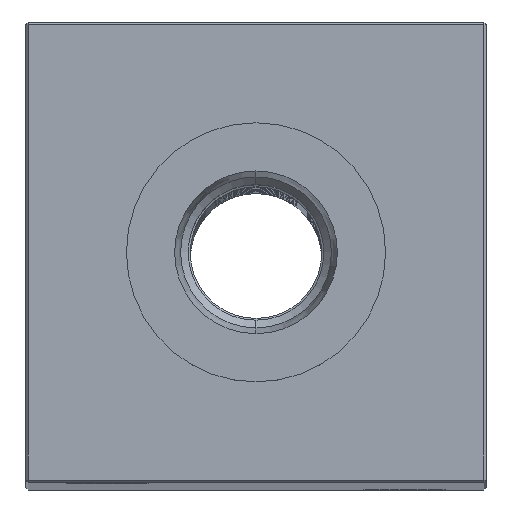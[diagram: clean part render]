
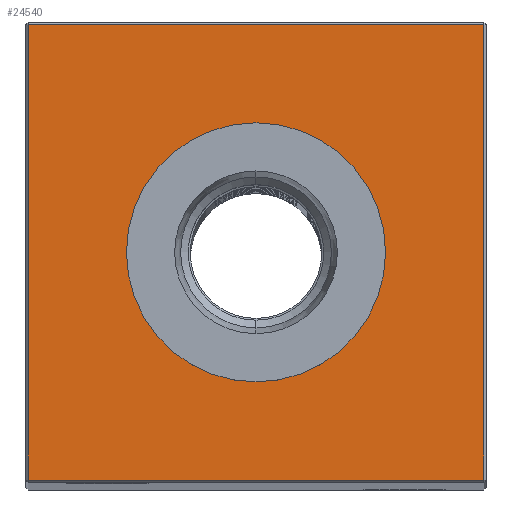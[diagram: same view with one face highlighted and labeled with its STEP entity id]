
A CAD part, top view. The second image highlights one B-rep face of the part: STEP entity #24540.
In plain terms, the highlighted planar face has unit normal (0, 0, 1).
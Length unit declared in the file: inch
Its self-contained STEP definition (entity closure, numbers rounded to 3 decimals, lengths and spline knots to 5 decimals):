
#41 = FACE_BOUND ( 'NONE', #24341, .T. ) ;
#1311 = VERTEX_POINT ( 'NONE', #6100 ) ;
#2922 = DIRECTION ( 'NONE',  ( -1., 0., 0. ) ) ;
#3204 = ORIENTED_EDGE ( 'NONE', *, *, #12276, .T. ) ;
#4180 = CARTESIAN_POINT ( 'NONE',  ( 0., -0.865, 16. ) ) ;
#5163 = CARTESIAN_POINT ( 'NONE',  ( -0.865, 0.865, 16. ) ) ;
#5685 = CARTESIAN_POINT ( 'NONE',  ( 0.865, 0.865, 16. ) ) ;
#6100 = CARTESIAN_POINT ( 'NONE',  ( 0.865, -0.865, 16. ) ) ;
#7200 = CARTESIAN_POINT ( 'NONE',  ( -0.865, -0.865, 16. ) ) ;
#7894 = VERTEX_POINT ( 'NONE', #18691 ) ;
#7940 = DIRECTION ( 'NONE',  ( -1., 0., 0. ) ) ;
#8279 = CARTESIAN_POINT ( 'NONE',  ( 0.865, 0., 16. ) ) ;
#8609 = CARTESIAN_POINT ( 'NONE',  ( 0., -0.49213, 16. ) ) ;
#8994 = VECTOR ( 'NONE', #19089, 39.37008 ) ;
#9642 = EDGE_LOOP ( 'NONE', ( #27117, #24521, #18937, #3204 ) ) ;
#9900 = VECTOR ( 'NONE', #30408, 39.37008 ) ;
#10450 = VECTOR ( 'NONE', #7940, 39.37008 ) ;
#11063 = AXIS2_PLACEMENT_3D ( 'NONE', #13147, #25972, #13762 ) ;
#12276 = EDGE_CURVE ( 'NONE', #26767, #27066, #12740, .T. ) ;
#12369 = PLANE ( 'NONE',  #21107 ) ;
#12740 = LINE ( 'NONE', #29277, #10450 ) ;
#13147 = CARTESIAN_POINT ( 'NONE',  ( 0., 0., 16. ) ) ;
#13392 = CARTESIAN_POINT ( 'NONE',  ( 0., 0., 16. ) ) ;
#13762 = DIRECTION ( 'NONE',  ( -1., 0., 0. ) ) ;
#14842 = EDGE_CURVE ( 'NONE', #20096, #1311, #26153, .T. ) ;
#14859 = ORIENTED_EDGE ( 'NONE', *, *, #16066, .T. ) ;
#15242 = DIRECTION ( 'NONE',  ( 0., 0., -1. ) ) ;
#15857 = AXIS2_PLACEMENT_3D ( 'NONE', #13392, #20765, #28315 ) ;
#15972 = EDGE_CURVE ( 'NONE', #27066, #20096, #22616, .T. ) ;
#16066 = EDGE_CURVE ( 'NONE', #7894, #21522, #22342, .T. ) ;
#16891 = EDGE_CURVE ( 'NONE', #1311, #26767, #30246, .T. ) ;
#18001 = ORIENTED_EDGE ( 'NONE', *, *, #30589, .T. ) ;
#18691 = CARTESIAN_POINT ( 'NONE',  ( 0., 0.49213, 16. ) ) ;
#18937 = ORIENTED_EDGE ( 'NONE', *, *, #16891, .T. ) ;
#19089 = DIRECTION ( 'NONE',  ( 1., 0., 0. ) ) ;
#20096 = VERTEX_POINT ( 'NONE', #7200 ) ;
#20765 = DIRECTION ( 'NONE',  ( 0., 0., -1. ) ) ;
#21107 = AXIS2_PLACEMENT_3D ( 'NONE', #24892, #15242, #2922 ) ;
#21522 = VERTEX_POINT ( 'NONE', #8609 ) ;
#22342 = CIRCLE ( 'NONE', #11063, 0.49213 ) ;
#22616 = LINE ( 'NONE', #26957, #29002 ) ;
#24341 = EDGE_LOOP ( 'NONE', ( #14859, #18001 ) ) ;
#24521 = ORIENTED_EDGE ( 'NONE', *, *, #14842, .T. ) ;
#24540 = ADVANCED_FACE ( 'NONE', ( #31627, #41 ), #12369, .F. ) ;
#24892 = CARTESIAN_POINT ( 'NONE',  ( 0., 0., 16. ) ) ;
#25972 = DIRECTION ( 'NONE',  ( 0., 0., -1. ) ) ;
#26153 = LINE ( 'NONE', #4180, #8994 ) ;
#26767 = VERTEX_POINT ( 'NONE', #5685 ) ;
#26957 = CARTESIAN_POINT ( 'NONE',  ( -0.865, 0., 16. ) ) ;
#27066 = VERTEX_POINT ( 'NONE', #5163 ) ;
#27117 = ORIENTED_EDGE ( 'NONE', *, *, #15972, .T. ) ;
#28315 = DIRECTION ( 'NONE',  ( -1., 0., 0. ) ) ;
#29002 = VECTOR ( 'NONE', #29665, 39.37008 ) ;
#29277 = CARTESIAN_POINT ( 'NONE',  ( 0., 0.865, 16. ) ) ;
#29665 = DIRECTION ( 'NONE',  ( 0., -1., 0. ) ) ;
#30212 = CIRCLE ( 'NONE', #15857, 0.49213 ) ;
#30246 = LINE ( 'NONE', #8279, #9900 ) ;
#30408 = DIRECTION ( 'NONE',  ( 0., 1., 0. ) ) ;
#30589 = EDGE_CURVE ( 'NONE', #21522, #7894, #30212, .T. ) ;
#31627 = FACE_OUTER_BOUND ( 'NONE', #9642, .T. ) ;
